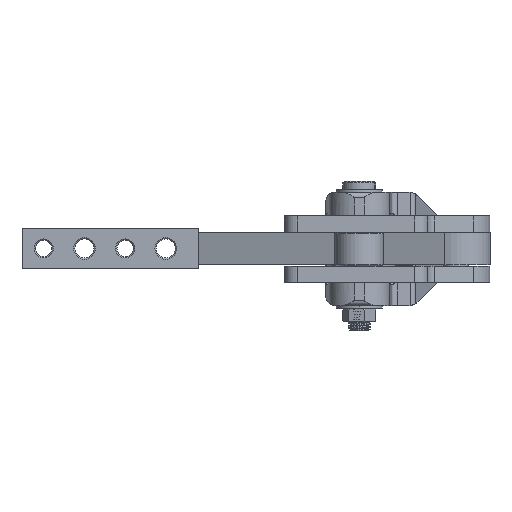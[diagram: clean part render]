
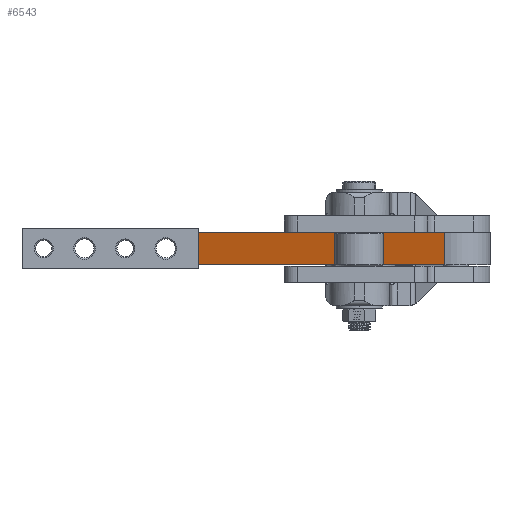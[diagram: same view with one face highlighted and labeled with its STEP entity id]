
A CAD part, front view. The second image highlights one B-rep face of the part: STEP entity #6543.
In plain terms, the highlighted planar face has unit normal (-0.33, -0.944, 0).
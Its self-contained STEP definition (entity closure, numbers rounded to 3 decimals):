
#208 = LINE ( 'NONE', #10176, #31164 ) ;
#661 = VECTOR ( 'NONE', #2845, 1000. ) ;
#1265 = EDGE_CURVE ( 'NONE', #18757, #5438, #1438, .T. ) ;
#1366 = VECTOR ( 'NONE', #10599, 1000. ) ;
#1438 = LINE ( 'NONE', #13845, #661 ) ;
#2845 = DIRECTION ( 'NONE',  ( 0., 0., -1. ) ) ;
#3423 = EDGE_CURVE ( 'NONE', #21495, #9798, #208, .T. ) ;
#5438 = VERTEX_POINT ( 'NONE', #22956 ) ;
#6308 = CARTESIAN_POINT ( 'NONE',  ( -7177.198, 8840.769, 13.5 ) ) ;
#6543 = ADVANCED_FACE ( 'NONE', ( #20045 ), #18482, .T. ) ;
#7469 = LINE ( 'NONE', #15902, #26197 ) ;
#7909 = LINE ( 'NONE', #20187, #1366 ) ;
#8012 = ORIENTED_EDGE ( 'NONE', *, *, #16307, .F. ) ;
#8772 = DIRECTION ( 'NONE',  ( 0.944, -0.33, 0. ) ) ;
#9435 = ORIENTED_EDGE ( 'NONE', *, *, #26972, .T. ) ;
#9798 = VERTEX_POINT ( 'NONE', #25050 ) ;
#10176 = CARTESIAN_POINT ( 'NONE',  ( -7177.198, 8840.769, 13.5 ) ) ;
#10599 = DIRECTION ( 'NONE',  ( -0.944, 0.33, 0. ) ) ;
#11554 = AXIS2_PLACEMENT_3D ( 'NONE', #6308, #23404, #8772 ) ;
#12888 = ORIENTED_EDGE ( 'NONE', *, *, #3423, .F. ) ;
#13845 = CARTESIAN_POINT ( 'NONE',  ( -7268.07, 8872.567, 13.5 ) ) ;
#15902 = CARTESIAN_POINT ( 'NONE',  ( -7177.198, 8840.769, 1.5 ) ) ;
#15942 = EDGE_LOOP ( 'NONE', ( #8012, #12888, #9435, #19652 ) ) ;
#16307 = EDGE_CURVE ( 'NONE', #9798, #5438, #7469, .T. ) ;
#18345 = DIRECTION ( 'NONE',  ( -0.944, 0.33, 0. ) ) ;
#18482 = PLANE ( 'NONE',  #11554 ) ;
#18757 = VERTEX_POINT ( 'NONE', #29186 ) ;
#19652 = ORIENTED_EDGE ( 'NONE', *, *, #1265, .T. ) ;
#20045 = FACE_OUTER_BOUND ( 'NONE', #15942, .T. ) ;
#20187 = CARTESIAN_POINT ( 'NONE',  ( -7177.198, 8840.769, 13.5 ) ) ;
#21495 = VERTEX_POINT ( 'NONE', #28306 ) ;
#22365 = DIRECTION ( 'NONE',  ( 0., 0., -1. ) ) ;
#22956 = CARTESIAN_POINT ( 'NONE',  ( -7268.07, 8872.567, 1.5 ) ) ;
#23404 = DIRECTION ( 'NONE',  ( -0.33, -0.944, 0. ) ) ;
#25050 = CARTESIAN_POINT ( 'NONE',  ( -7177.198, 8840.769, 1.5 ) ) ;
#26197 = VECTOR ( 'NONE', #18345, 1000. ) ;
#26972 = EDGE_CURVE ( 'NONE', #21495, #18757, #7909, .T. ) ;
#28306 = CARTESIAN_POINT ( 'NONE',  ( -7177.198, 8840.769, 13.5 ) ) ;
#29186 = CARTESIAN_POINT ( 'NONE',  ( -7268.07, 8872.567, 13.5 ) ) ;
#31164 = VECTOR ( 'NONE', #22365, 1000. ) ;
